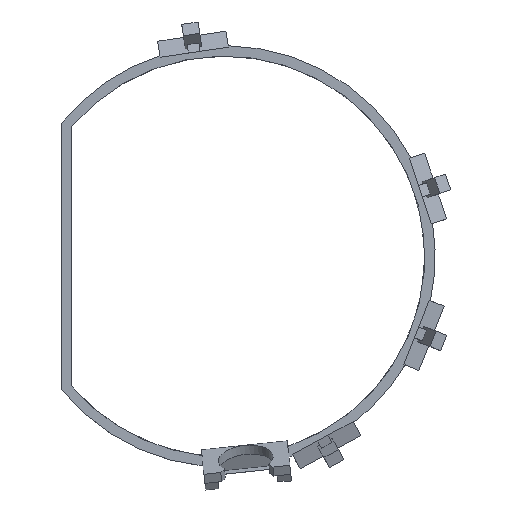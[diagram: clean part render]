
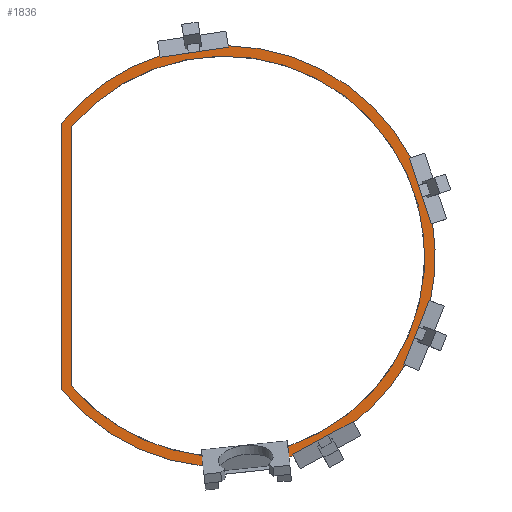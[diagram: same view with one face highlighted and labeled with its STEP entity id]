
A CAD part, top view. The second image highlights one B-rep face of the part: STEP entity #1836.
In plain terms, the highlighted planar face has unit normal (0, 0, 1).
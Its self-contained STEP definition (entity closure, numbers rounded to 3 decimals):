
#19=CIRCLE('',#1901,30.5);
#22=CIRCLE('',#1917,30.5);
#24=CIRCLE('',#1932,30.5);
#26=CIRCLE('',#1947,30.5);
#27=CIRCLE('',#1954,30.5);
#28=CIRCLE('',#1955,30.5);
#29=CIRCLE('',#1956,29.);
#30=CIRCLE('',#1957,29.);
#105=FACE_OUTER_BOUND('',#200,.T.);
#200=EDGE_LOOP('',(#1466,#1467,#1468,#1469,#1470,#1471,#1472,#1473,#1474,
#1475,#1476,#1477,#1478,#1479,#1480,#1481,#1482,#1483,#1484,#1485,#1486,
#1487,#1488,#1489));
#407=LINE('',#2834,#651);
#409=LINE('',#2838,#653);
#411=LINE('',#2842,#655);
#412=LINE('',#2847,#656);
#413=LINE('',#2851,#657);
#414=LINE('',#2855,#658);
#415=LINE('',#2858,#659);
#416=LINE('',#2860,#660);
#417=LINE('',#2862,#661);
#418=LINE('',#2863,#662);
#419=LINE('',#2865,#663);
#420=LINE('',#2867,#664);
#421=LINE('',#2868,#665);
#422=LINE('',#2870,#666);
#423=LINE('',#2872,#667);
#424=LINE('',#2873,#668);
#651=VECTOR('',#2302,10.);
#653=VECTOR('',#2306,10.);
#655=VECTOR('',#2310,10.);
#656=VECTOR('',#2315,10.);
#657=VECTOR('',#2318,10.);
#658=VECTOR('',#2321,10.);
#659=VECTOR('',#2324,10.);
#660=VECTOR('',#2325,10.);
#661=VECTOR('',#2326,10.);
#662=VECTOR('',#2327,10.);
#663=VECTOR('',#2328,10.);
#664=VECTOR('',#2329,10.);
#665=VECTOR('',#2330,10.);
#666=VECTOR('',#2331,10.);
#667=VECTOR('',#2332,10.);
#668=VECTOR('',#2333,10.);
#759=VERTEX_POINT('',#2570);
#760=VERTEX_POINT('',#2572);
#788=VERTEX_POINT('',#2654);
#789=VERTEX_POINT('',#2656);
#816=VERTEX_POINT('',#2736);
#817=VERTEX_POINT('',#2738);
#844=VERTEX_POINT('',#2818);
#845=VERTEX_POINT('',#2820);
#848=VERTEX_POINT('',#2832);
#849=VERTEX_POINT('',#2836);
#850=VERTEX_POINT('',#2840);
#851=VERTEX_POINT('',#2844);
#852=VERTEX_POINT('',#2846);
#853=VERTEX_POINT('',#2848);
#854=VERTEX_POINT('',#2850);
#855=VERTEX_POINT('',#2852);
#856=VERTEX_POINT('',#2854);
#857=VERTEX_POINT('',#2856);
#858=VERTEX_POINT('',#2859);
#859=VERTEX_POINT('',#2861);
#860=VERTEX_POINT('',#2864);
#861=VERTEX_POINT('',#2866);
#862=VERTEX_POINT('',#2869);
#863=VERTEX_POINT('',#2871);
#943=EDGE_CURVE('',#760,#759,#19,.T.);
#985=EDGE_CURVE('',#789,#788,#22,.T.);
#1026=EDGE_CURVE('',#817,#816,#24,.T.);
#1067=EDGE_CURVE('',#845,#844,#26,.T.);
#1074=EDGE_CURVE('',#844,#848,#407,.T.);
#1076=EDGE_CURVE('',#848,#849,#409,.T.);
#1078=EDGE_CURVE('',#849,#850,#411,.T.);
#1079=EDGE_CURVE('',#850,#851,#27,.T.);
#1080=EDGE_CURVE('',#851,#852,#412,.T.);
#1081=EDGE_CURVE('',#852,#853,#28,.T.);
#1082=EDGE_CURVE('',#853,#854,#413,.T.);
#1083=EDGE_CURVE('',#854,#855,#29,.T.);
#1084=EDGE_CURVE('',#855,#856,#414,.T.);
#1085=EDGE_CURVE('',#856,#857,#30,.T.);
#1086=EDGE_CURVE('',#857,#760,#415,.T.);
#1087=EDGE_CURVE('',#759,#858,#416,.T.);
#1088=EDGE_CURVE('',#858,#859,#417,.T.);
#1089=EDGE_CURVE('',#859,#789,#418,.T.);
#1090=EDGE_CURVE('',#788,#860,#419,.T.);
#1091=EDGE_CURVE('',#860,#861,#420,.T.);
#1092=EDGE_CURVE('',#861,#817,#421,.T.);
#1093=EDGE_CURVE('',#816,#862,#422,.T.);
#1094=EDGE_CURVE('',#862,#863,#423,.T.);
#1095=EDGE_CURVE('',#863,#845,#424,.T.);
#1466=ORIENTED_EDGE('',*,*,#1074,.T.);
#1467=ORIENTED_EDGE('',*,*,#1076,.T.);
#1468=ORIENTED_EDGE('',*,*,#1078,.T.);
#1469=ORIENTED_EDGE('',*,*,#1079,.T.);
#1470=ORIENTED_EDGE('',*,*,#1080,.T.);
#1471=ORIENTED_EDGE('',*,*,#1081,.T.);
#1472=ORIENTED_EDGE('',*,*,#1082,.T.);
#1473=ORIENTED_EDGE('',*,*,#1083,.T.);
#1474=ORIENTED_EDGE('',*,*,#1084,.T.);
#1475=ORIENTED_EDGE('',*,*,#1085,.T.);
#1476=ORIENTED_EDGE('',*,*,#1086,.T.);
#1477=ORIENTED_EDGE('',*,*,#943,.T.);
#1478=ORIENTED_EDGE('',*,*,#1087,.T.);
#1479=ORIENTED_EDGE('',*,*,#1088,.T.);
#1480=ORIENTED_EDGE('',*,*,#1089,.T.);
#1481=ORIENTED_EDGE('',*,*,#985,.T.);
#1482=ORIENTED_EDGE('',*,*,#1090,.T.);
#1483=ORIENTED_EDGE('',*,*,#1091,.T.);
#1484=ORIENTED_EDGE('',*,*,#1092,.T.);
#1485=ORIENTED_EDGE('',*,*,#1026,.T.);
#1486=ORIENTED_EDGE('',*,*,#1093,.T.);
#1487=ORIENTED_EDGE('',*,*,#1094,.T.);
#1488=ORIENTED_EDGE('',*,*,#1095,.T.);
#1489=ORIENTED_EDGE('',*,*,#1067,.T.);
#1746=PLANE('',#1953);
#1836=ADVANCED_FACE('',(#105),#1746,.T.);
#1901=AXIS2_PLACEMENT_3D('',#2573,#2079,#2080);
#1917=AXIS2_PLACEMENT_3D('',#2657,#2150,#2151);
#1932=AXIS2_PLACEMENT_3D('',#2739,#2219,#2220);
#1947=AXIS2_PLACEMENT_3D('',#2821,#2288,#2289);
#1953=AXIS2_PLACEMENT_3D('',#2843,#2311,#2312);
#1954=AXIS2_PLACEMENT_3D('',#2845,#2313,#2314);
#1955=AXIS2_PLACEMENT_3D('',#2849,#2316,#2317);
#1956=AXIS2_PLACEMENT_3D('',#2853,#2319,#2320);
#1957=AXIS2_PLACEMENT_3D('',#2857,#2322,#2323);
#2079=DIRECTION('center_axis',(0.,0.,1.));
#2080=DIRECTION('ref_axis',(-0.775,-0.633,0.));
#2150=DIRECTION('center_axis',(0.,0.,1.));
#2151=DIRECTION('ref_axis',(-0.775,-0.633,0.));
#2219=DIRECTION('center_axis',(0.,0.,1.));
#2220=DIRECTION('ref_axis',(-0.775,-0.633,0.));
#2288=DIRECTION('center_axis',(0.,0.,1.));
#2289=DIRECTION('ref_axis',(-0.775,-0.633,0.));
#2302=DIRECTION('',(0.147,-0.989,0.));
#2306=DIRECTION('',(-0.989,-0.147,0.));
#2310=DIRECTION('',(-0.147,0.989,0.));
#2311=DIRECTION('center_axis',(0.,0.,1.));
#2312=DIRECTION('ref_axis',(1.,0.,0.));
#2313=DIRECTION('center_axis',(0.,0.,1.));
#2314=DIRECTION('ref_axis',(-0.775,-0.633,0.));
#2315=DIRECTION('',(0.,-1.,0.));
#2316=DIRECTION('center_axis',(0.,0.,1.));
#2317=DIRECTION('ref_axis',(-0.775,-0.633,0.));
#2318=DIRECTION('',(-0.105,0.995,0.));
#2319=DIRECTION('center_axis',(0.,0.,-1.));
#2320=DIRECTION('ref_axis',(-0.763,-0.647,0.));
#2321=DIRECTION('',(0.,1.,0.));
#2322=DIRECTION('center_axis',(0.,0.,-1.));
#2323=DIRECTION('ref_axis',(-0.763,-0.647,0.));
#2324=DIRECTION('',(0.105,-0.995,0.));
#2325=DIRECTION('',(-0.476,0.879,0.));
#2326=DIRECTION('',(0.879,0.476,0.));
#2327=DIRECTION('',(0.476,-0.879,0.));
#2328=DIRECTION('',(-0.93,0.368,0.));
#2329=DIRECTION('',(0.368,0.93,0.));
#2330=DIRECTION('',(0.93,-0.368,0.));
#2331=DIRECTION('',(-0.949,-0.316,0.));
#2332=DIRECTION('',(-0.316,0.949,0.));
#2333=DIRECTION('',(0.949,0.316,0.));
#2570=CARTESIAN_POINT('',(9.926,-28.84,4.));
#2572=CARTESIAN_POINT('',(9.336,-29.036,4.));
#2573=CARTESIAN_POINT('Origin',(0.,0.,4.));
#2654=CARTESIAN_POINT('',(26.141,-15.712,4.));
#2656=CARTESIAN_POINT('',(18.72,-24.079,4.));
#2657=CARTESIAN_POINT('Origin',(0.,0.,4.));
#2736=CARTESIAN_POINT('',(30.125,4.767,4.));
#2738=CARTESIAN_POINT('',(29.818,-6.413,4.));
#2739=CARTESIAN_POINT('Origin',(0.,0.,4.));
#2818=CARTESIAN_POINT('',(0.537,30.495,4.));
#2820=CARTESIAN_POINT('',(26.964,14.254,4.));
#2821=CARTESIAN_POINT('Origin',(0.,0.,4.));
#2832=CARTESIAN_POINT('',(0.565,30.303,4.));
#2834=CARTESIAN_POINT('',(2.613,16.482,4.));
#2836=CARTESIAN_POINT('',(-9.327,28.837,4.));
#2838=CARTESIAN_POINT('',(-2.699,29.819,4.));
#2840=CARTESIAN_POINT('',(-9.355,29.03,4.));
#2842=CARTESIAN_POINT('',(-7.279,15.017,4.));
#2843=CARTESIAN_POINT('Origin',(3.438,0.,4.));
#2844=CARTESIAN_POINT('',(-23.623,19.292,4.));
#2845=CARTESIAN_POINT('Origin',(0.,0.,4.));
#2846=CARTESIAN_POINT('',(-23.623,-19.292,4.));
#2847=CARTESIAN_POINT('',(-23.623,19.292,4.));
#2848=CARTESIAN_POINT('',(-3.095,-30.343,4.));
#2849=CARTESIAN_POINT('Origin',(0.,0.,4.));
#2850=CARTESIAN_POINT('',(-3.256,-28.817,4.));
#2851=CARTESIAN_POINT('',(-4.594,-16.083,4.));
#2852=CARTESIAN_POINT('',(-22.123,-18.75,4.));
#2853=CARTESIAN_POINT('Origin',(0.,0.,4.));
#2854=CARTESIAN_POINT('',(-22.123,18.75,4.));
#2855=CARTESIAN_POINT('',(-22.123,18.75,4.));
#2856=CARTESIAN_POINT('',(9.176,-27.51,4.));
#2857=CARTESIAN_POINT('Origin',(0.,0.,4.));
#2858=CARTESIAN_POINT('',(7.838,-14.777,4.));
#2859=CARTESIAN_POINT('',(9.833,-28.668,4.));
#2860=CARTESIAN_POINT('',(3.692,-17.323,4.));
#2861=CARTESIAN_POINT('',(18.627,-23.908,4.));
#2862=CARTESIAN_POINT('',(15.56,-25.568,4.));
#2863=CARTESIAN_POINT('',(12.486,-12.563,4.));
#2864=CARTESIAN_POINT('',(25.96,-15.641,4.));
#2865=CARTESIAN_POINT('',(14.689,-11.184,4.));
#2866=CARTESIAN_POINT('',(29.637,-6.341,4.));
#2867=CARTESIAN_POINT('',(28.031,-10.403,4.));
#2868=CARTESIAN_POINT('',(18.366,-1.885,4.));
#2869=CARTESIAN_POINT('',(29.94,4.705,4.));
#2870=CARTESIAN_POINT('',(18.472,0.884,4.));
#2871=CARTESIAN_POINT('',(26.779,14.193,4.));
#2872=CARTESIAN_POINT('',(28.532,8.933,4.));
#2873=CARTESIAN_POINT('',(15.311,10.372,4.));
